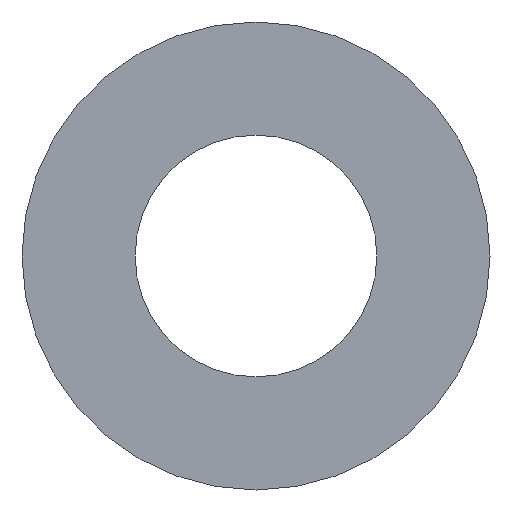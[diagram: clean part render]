
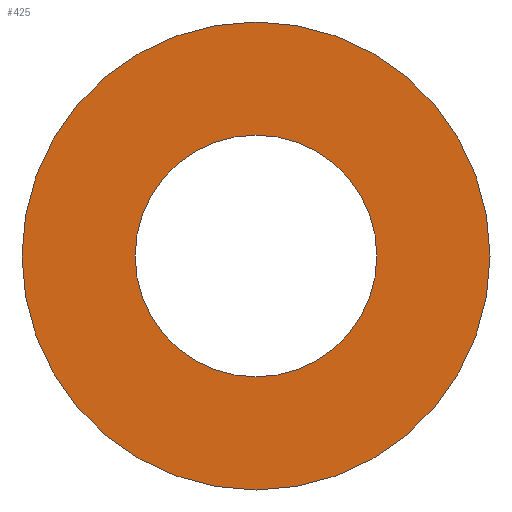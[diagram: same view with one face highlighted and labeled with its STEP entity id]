
A CAD part, front view. The second image highlights one B-rep face of the part: STEP entity #425.
In plain terms, the highlighted planar face has unit normal (0, -1, 0).
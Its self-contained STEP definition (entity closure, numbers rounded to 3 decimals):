
#3 = CIRCLE ( 'NONE', #347, 3.1 ) ;
#27 = VERTEX_POINT ( 'NONE', #324 ) ;
#32 = FACE_BOUND ( 'NONE', #158, .T. ) ;
#49 = ORIENTED_EDGE ( 'NONE', *, *, #201, .T. ) ;
#54 = AXIS2_PLACEMENT_3D ( 'NONE', #471, #508, #506 ) ;
#63 = VERTEX_POINT ( 'NONE', #327 ) ;
#77 = CARTESIAN_POINT ( 'NONE',  ( 0., 0., 0. ) ) ;
#83 = PLANE ( 'NONE',  #170 ) ;
#87 = CIRCLE ( 'NONE', #224, 6. ) ;
#102 = CARTESIAN_POINT ( 'NONE',  ( 0., 0., -6. ) ) ;
#118 = ORIENTED_EDGE ( 'NONE', *, *, #407, .T. ) ;
#123 = AXIS2_PLACEMENT_3D ( 'NONE', #498, #236, #346 ) ;
#133 = CARTESIAN_POINT ( 'NONE',  ( 0., 0., 6. ) ) ;
#158 = EDGE_LOOP ( 'NONE', ( #118, #375 ) ) ;
#170 = AXIS2_PLACEMENT_3D ( 'NONE', #238, #187, #393 ) ;
#187 = DIRECTION ( 'NONE',  ( 0., 1., 0. ) ) ;
#190 = VERTEX_POINT ( 'NONE', #102 ) ;
#201 = EDGE_CURVE ( 'NONE', #274, #190, #87, .T. ) ;
#224 = AXIS2_PLACEMENT_3D ( 'NONE', #372, #414, #295 ) ;
#232 = DIRECTION ( 'NONE',  ( 0., 1., 0. ) ) ;
#236 = DIRECTION ( 'NONE',  ( 0., -1., 0. ) ) ;
#238 = CARTESIAN_POINT ( 'NONE',  ( 0., 0., 0. ) ) ;
#274 = VERTEX_POINT ( 'NONE', #133 ) ;
#295 = DIRECTION ( 'NONE',  ( 0., 0., -1. ) ) ;
#310 = ORIENTED_EDGE ( 'NONE', *, *, #322, .T. ) ;
#322 = EDGE_CURVE ( 'NONE', #190, #274, #345, .T. ) ;
#324 = CARTESIAN_POINT ( 'NONE',  ( 0., 0., 3.1 ) ) ;
#327 = CARTESIAN_POINT ( 'NONE',  ( 0., 0., -3.1 ) ) ;
#345 = CIRCLE ( 'NONE', #123, 6. ) ;
#346 = DIRECTION ( 'NONE',  ( 0., 0., -1. ) ) ;
#347 = AXIS2_PLACEMENT_3D ( 'NONE', #77, #232, #474 ) ;
#372 = CARTESIAN_POINT ( 'NONE',  ( 0., 0., 0. ) ) ;
#375 = ORIENTED_EDGE ( 'NONE', *, *, #457, .T. ) ;
#385 = EDGE_LOOP ( 'NONE', ( #310, #49 ) ) ;
#393 = DIRECTION ( 'NONE',  ( 0., 0., 1. ) ) ;
#407 = EDGE_CURVE ( 'NONE', #63, #27, #438, .T. ) ;
#414 = DIRECTION ( 'NONE',  ( 0., -1., 0. ) ) ;
#425 = ADVANCED_FACE ( 'NONE', ( #32, #431 ), #83, .F. ) ;
#431 = FACE_OUTER_BOUND ( 'NONE', #385, .T. ) ;
#438 = CIRCLE ( 'NONE', #54, 3.1 ) ;
#457 = EDGE_CURVE ( 'NONE', #27, #63, #3, .T. ) ;
#471 = CARTESIAN_POINT ( 'NONE',  ( 0., 0., 0. ) ) ;
#474 = DIRECTION ( 'NONE',  ( 0., 0., 1. ) ) ;
#498 = CARTESIAN_POINT ( 'NONE',  ( 0., 0., 0. ) ) ;
#506 = DIRECTION ( 'NONE',  ( 0., 0., 1. ) ) ;
#508 = DIRECTION ( 'NONE',  ( 0., 1., 0. ) ) ;
